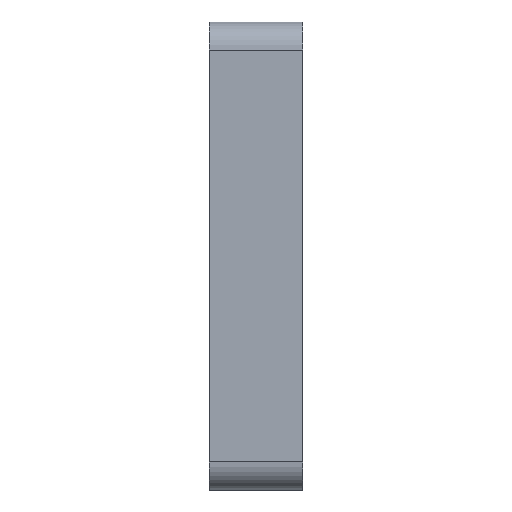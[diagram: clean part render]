
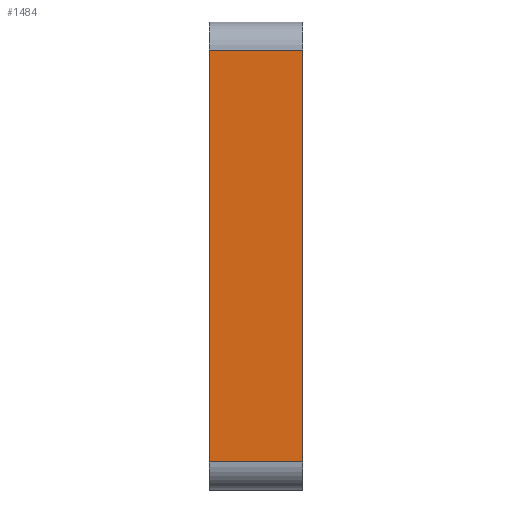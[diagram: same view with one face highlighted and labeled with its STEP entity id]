
A CAD part, left-side view. The second image highlights one B-rep face of the part: STEP entity #1484.
In plain terms, the highlighted planar face has unit normal (-1, 0, 0).
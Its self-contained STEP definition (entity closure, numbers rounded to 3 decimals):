
#58 = VERTEX_POINT ( 'NONE', #1027 ) ;
#66 = VERTEX_POINT ( 'NONE', #1019 ) ;
#84 = VERTEX_POINT ( 'NONE', #1006 ) ;
#216 = EDGE_LOOP ( 'NONE', ( #1368, #1367, #1366, #1365 ) ) ;
#293 = EDGE_CURVE ( 'NONE', #58, #1399, #831, .T. ) ;
#294 = EDGE_CURVE ( 'NONE', #84, #66, #829, .T. ) ;
#296 = EDGE_CURVE ( 'NONE', #66, #58, #834, .T. ) ;
#298 = EDGE_CURVE ( 'NONE', #84, #1399, #832, .T. ) ;
#578 = CARTESIAN_POINT ( 'NONE',  ( -50., 10., 22. ) ) ;
#602 = DIRECTION ( 'NONE',  ( 1., 0., 0. ) ) ;
#603 = DIRECTION ( 'NONE',  ( 0., 0., -1. ) ) ;
#669 = CARTESIAN_POINT ( 'NONE',  ( -50., 10., 25. ) ) ;
#670 = PLANE ( 'NONE',  #1196 ) ;
#743 = FACE_OUTER_BOUND ( 'NONE', #216, .T. ) ;
#829 = LINE ( 'NONE', #1246, #835 ) ;
#831 = LINE ( 'NONE', #1251, #833 ) ;
#832 = LINE ( 'NONE', #1247, #841 ) ;
#833 = VECTOR ( 'NONE', #1281, 1000. ) ;
#834 = LINE ( 'NONE', #1228, #837 ) ;
#835 = VECTOR ( 'NONE', #1231, 1000. ) ;
#837 = VECTOR ( 'NONE', #1224, 1000. ) ;
#841 = VECTOR ( 'NONE', #1259, 1000. ) ;
#1006 = CARTESIAN_POINT ( 'NONE',  ( -50., 10., -22. ) ) ;
#1019 = CARTESIAN_POINT ( 'NONE',  ( -50., 0., -22. ) ) ;
#1027 = CARTESIAN_POINT ( 'NONE',  ( -50., 0., 22. ) ) ;
#1196 = AXIS2_PLACEMENT_3D ( 'NONE', #669, #602, #603 ) ;
#1224 = DIRECTION ( 'NONE',  ( 0., 0., 1. ) ) ;
#1228 = CARTESIAN_POINT ( 'NONE',  ( -50., 0., 25. ) ) ;
#1231 = DIRECTION ( 'NONE',  ( 0., -1., 0. ) ) ;
#1246 = CARTESIAN_POINT ( 'NONE',  ( -50., 10., -22. ) ) ;
#1247 = CARTESIAN_POINT ( 'NONE',  ( -50., 10., 25. ) ) ;
#1251 = CARTESIAN_POINT ( 'NONE',  ( -50., 10., 22. ) ) ;
#1259 = DIRECTION ( 'NONE',  ( 0., 0., 1. ) ) ;
#1281 = DIRECTION ( 'NONE',  ( 0., 1., 0. ) ) ;
#1365 = ORIENTED_EDGE ( 'NONE', *, *, #293, .T. ) ;
#1366 = ORIENTED_EDGE ( 'NONE', *, *, #296, .T. ) ;
#1367 = ORIENTED_EDGE ( 'NONE', *, *, #294, .T. ) ;
#1368 = ORIENTED_EDGE ( 'NONE', *, *, #298, .F. ) ;
#1399 = VERTEX_POINT ( 'NONE', #578 ) ;
#1484 = ADVANCED_FACE ( 'NONE', ( #743 ), #670, .F. ) ;
